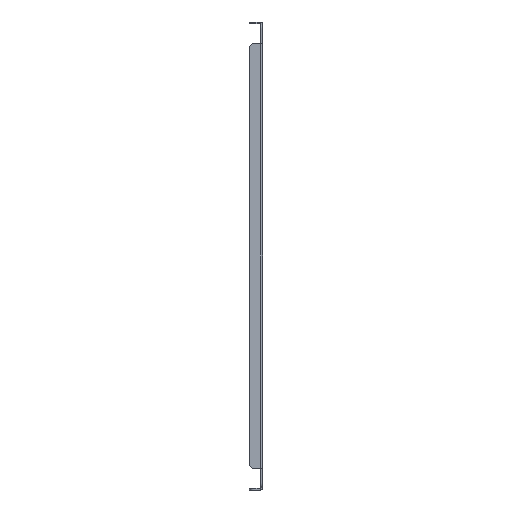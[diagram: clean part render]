
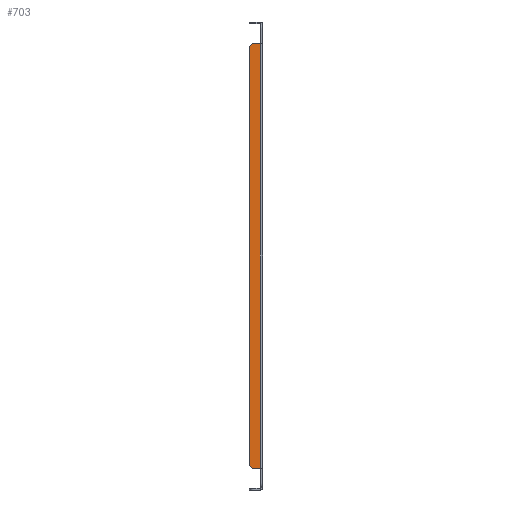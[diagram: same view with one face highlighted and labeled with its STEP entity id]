
A CAD part, left-side view. The second image highlights one B-rep face of the part: STEP entity #703.
In plain terms, the highlighted planar face has unit normal (-1, 0, 0).
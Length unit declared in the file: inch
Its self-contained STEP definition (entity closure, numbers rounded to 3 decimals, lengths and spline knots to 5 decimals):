
#43 = VECTOR ( 'NONE', #1466, 39.37008 ) ;
#79 = VERTEX_POINT ( 'NONE', #82 ) ;
#82 = CARTESIAN_POINT ( 'NONE',  ( -34.5, 0.75, 11.99842 ) ) ;
#188 = VECTOR ( 'NONE', #895, 39.37008 ) ;
#215 = VECTOR ( 'NONE', #590, 39.37008 ) ;
#296 = CARTESIAN_POINT ( 'NONE',  ( -34.5, 0.75, -11.99842 ) ) ;
#322 = EDGE_CURVE ( 'NONE', #825, #699, #1874, .T. ) ;
#420 = CARTESIAN_POINT ( 'NONE',  ( -34.5, 0.75, -13.375 ) ) ;
#434 = ORIENTED_EDGE ( 'NONE', *, *, #1662, .T. ) ;
#446 = CARTESIAN_POINT ( 'NONE',  ( -34.5, 0.125, 12.24842 ) ) ;
#541 = EDGE_CURVE ( 'NONE', #825, #670, #1185, .T. ) ;
#568 = AXIS2_PLACEMENT_3D ( 'NONE', #1377, #772, #1850 ) ;
#590 = DIRECTION ( 'NONE',  ( 0., 1., 0. ) ) ;
#670 = VERTEX_POINT ( 'NONE', #1173 ) ;
#699 = VERTEX_POINT ( 'NONE', #1630 ) ;
#703 = ADVANCED_FACE ( 'NONE', ( #1231 ), #840, .T. ) ;
#712 = CARTESIAN_POINT ( 'NONE',  ( -34.5, 0.09379, -13.375 ) ) ;
#772 = DIRECTION ( 'NONE',  ( -1., 0., 0. ) ) ;
#825 = VERTEX_POINT ( 'NONE', #1770 ) ;
#840 = PLANE ( 'NONE',  #1170 ) ;
#892 = ORIENTED_EDGE ( 'NONE', *, *, #541, .F. ) ;
#895 = DIRECTION ( 'NONE',  ( 0., 0., -1. ) ) ;
#987 = EDGE_CURVE ( 'NONE', #79, #1595, #1275, .T. ) ;
#1012 = CARTESIAN_POINT ( 'NONE',  ( -34.5, 0.125, -12.24842 ) ) ;
#1170 = AXIS2_PLACEMENT_3D ( 'NONE', #712, #1918, #1610 ) ;
#1173 = CARTESIAN_POINT ( 'NONE',  ( -34.5, 0.125, -12.24842 ) ) ;
#1185 = LINE ( 'NONE', #1439, #2022 ) ;
#1231 = FACE_OUTER_BOUND ( 'NONE', #1711, .T. ) ;
#1259 = AXIS2_PLACEMENT_3D ( 'NONE', #1574, #2029, #1885 ) ;
#1275 = LINE ( 'NONE', #420, #188 ) ;
#1310 = ORIENTED_EDGE ( 'NONE', *, *, #322, .T. ) ;
#1377 = CARTESIAN_POINT ( 'NONE',  ( -34.5, 0.5, 11.99842 ) ) ;
#1439 = CARTESIAN_POINT ( 'NONE',  ( -34.5, 0.125, 12.24842 ) ) ;
#1444 = CIRCLE ( 'NONE', #568, 0.25 ) ;
#1466 = DIRECTION ( 'NONE',  ( 0., -1., 0. ) ) ;
#1511 = ORIENTED_EDGE ( 'NONE', *, *, #987, .T. ) ;
#1546 = CIRCLE ( 'NONE', #1259, 0.25 ) ;
#1574 = CARTESIAN_POINT ( 'NONE',  ( -34.5, 0.5, -11.99842 ) ) ;
#1595 = VERTEX_POINT ( 'NONE', #296 ) ;
#1606 = DIRECTION ( 'NONE',  ( 0., 0., -1. ) ) ;
#1610 = DIRECTION ( 'NONE',  ( 0., -1., 0. ) ) ;
#1630 = CARTESIAN_POINT ( 'NONE',  ( -34.5, 0.5, 12.24842 ) ) ;
#1662 = EDGE_CURVE ( 'NONE', #699, #79, #1444, .T. ) ;
#1711 = EDGE_LOOP ( 'NONE', ( #1310, #434, #1511, #1766, #2027, #892 ) ) ;
#1766 = ORIENTED_EDGE ( 'NONE', *, *, #2032, .T. ) ;
#1770 = CARTESIAN_POINT ( 'NONE',  ( -34.5, 0.125, 12.24842 ) ) ;
#1836 = LINE ( 'NONE', #1012, #43 ) ;
#1848 = VERTEX_POINT ( 'NONE', #1942 ) ;
#1850 = DIRECTION ( 'NONE',  ( 0., 0., -1. ) ) ;
#1874 = LINE ( 'NONE', #446, #215 ) ;
#1885 = DIRECTION ( 'NONE',  ( 0., 0., -1. ) ) ;
#1887 = EDGE_CURVE ( 'NONE', #1848, #670, #1836, .T. ) ;
#1918 = DIRECTION ( 'NONE',  ( -1., 0., 0. ) ) ;
#1942 = CARTESIAN_POINT ( 'NONE',  ( -34.5, 0.5, -12.24842 ) ) ;
#2022 = VECTOR ( 'NONE', #1606, 39.37008 ) ;
#2027 = ORIENTED_EDGE ( 'NONE', *, *, #1887, .T. ) ;
#2029 = DIRECTION ( 'NONE',  ( -1., 0., 0. ) ) ;
#2032 = EDGE_CURVE ( 'NONE', #1595, #1848, #1546, .T. ) ;
